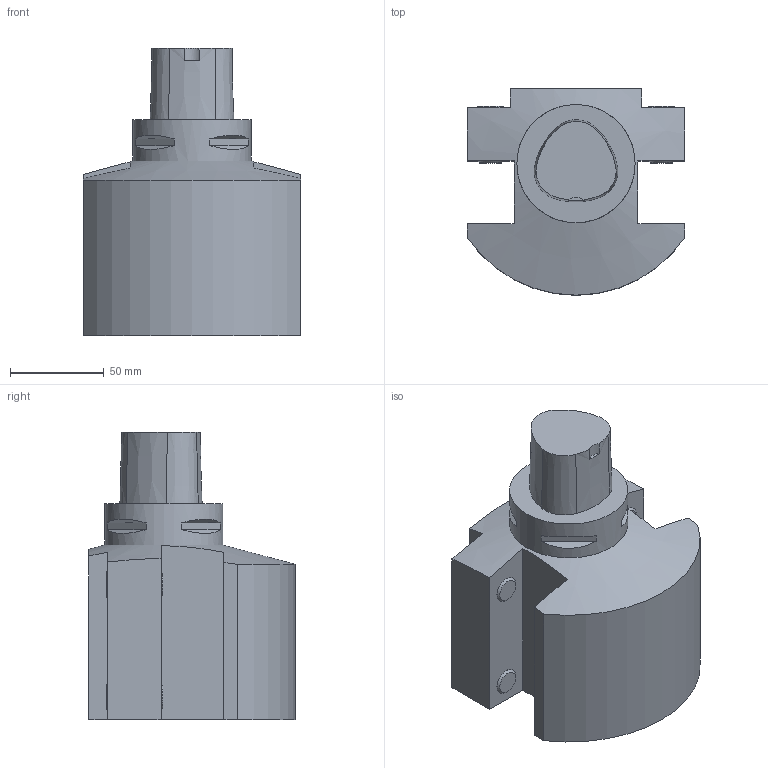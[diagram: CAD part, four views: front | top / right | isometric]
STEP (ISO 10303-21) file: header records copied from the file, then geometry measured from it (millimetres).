
FILE_DESCRIPTION(/* description */ (''),/* implementation_level */ '2;1');
FILE_NAME(/* name */ '1548663122710.stp',/* time_stamp */ '2019-01-28T13:42:19+05:00',/* author */ (''),/* organization */ ('SMS'),/* preprocessor_version */ 'ST-DEVELOPER v15',/* originating_system */ 'SIEMENS PLM Software NX 8.5',/* authorisation */ '');
FILE_SCHEMA (('AUTOMOTIVE_DESIGN { 1 0 10303 214 3 1 1 1 }'));
Length unit declared in the file: millimetre
Products named in the file (1): 201669374mod000_01
Bounding box: 116 x 110 x 153 mm (x, y, z)
Volume: 978392.6 mm3; surface area: 74610.4 mm2
Topology: 1 solids, 1 shells, 113 faces, 250 edges, 156 vertices
Faces by surface type: plane 63, cone 43, cylinder 7
Full cylindrical faces by diameter (mm): 14 x4, 63 x1
Entity records: 3073 total; most frequent: CARTESIAN_POINT 767, DIRECTION 457, ORIENTED_EDGE 428, EDGE_CURVE 214, AXIS2_PLACEMENT_3D 190, EDGE_LOOP 144, VERTEX_POINT 138, ADVANCED_FACE 113
